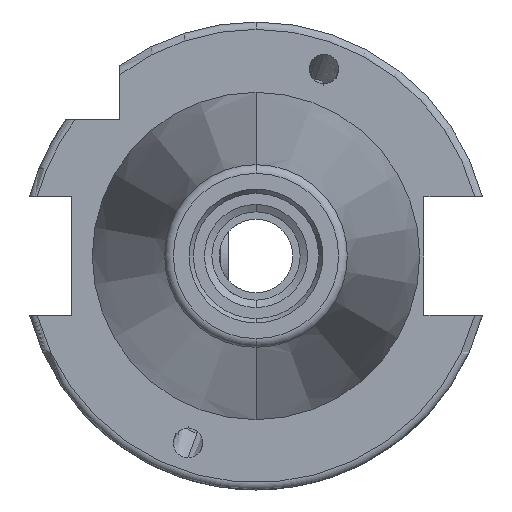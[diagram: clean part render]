
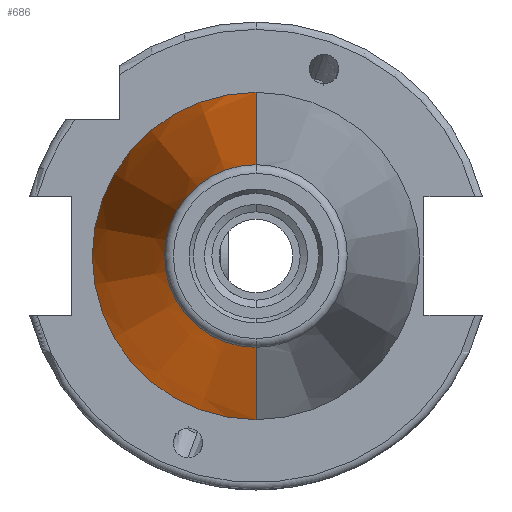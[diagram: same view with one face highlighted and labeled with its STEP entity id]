
A CAD part, left-side view. The second image highlights one B-rep face of the part: STEP entity #686.
In plain terms, the highlighted conical face has half-angle 8.297 degrees and reference radius 22.225 mm.
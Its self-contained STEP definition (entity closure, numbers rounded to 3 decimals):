
#588 = VERTEX_POINT ( 'NONE', #3067 ) ;
#606 = ORIENTED_EDGE ( 'NONE', *, *, #5987, .F. ) ;
#641 = VERTEX_POINT ( 'NONE', #3172 ) ;
#651 = EDGE_LOOP ( 'NONE', ( #606, #4007, #6361, #6362 ) ) ;
#686 = ADVANCED_FACE ( 'NONE', ( #3262 ), #3258, .T. ) ;
#687 = VERTEX_POINT ( 'NONE', #3256 ) ;
#690 = EDGE_CURVE ( 'NONE', #687, #641, #3248, .T. ) ;
#3067 = CARTESIAN_POINT ( 'NONE',  ( -57.473, 0., 12.4 ) ) ;
#3172 = CARTESIAN_POINT ( 'NONE',  ( 9.9, 0., -22.225 ) ) ;
#3244 = DIRECTION ( 'NONE',  ( 0., 0., 1. ) ) ;
#3245 = DIRECTION ( 'NONE',  ( -1., 0., 0. ) ) ;
#3246 = CARTESIAN_POINT ( 'NONE',  ( 9.9, 0., 0. ) ) ;
#3247 = AXIS2_PLACEMENT_3D ( 'NONE', #3246, #3245, #3244 ) ;
#3248 = CIRCLE ( 'NONE', #3247, 22.225 ) ;
#3253 = DIRECTION ( 'NONE',  ( 0., 0., -1. ) ) ;
#3254 = DIRECTION ( 'NONE',  ( 1., 0., 0. ) ) ;
#3255 = AXIS2_PLACEMENT_3D ( 'NONE', #3257, #3254, #3253 ) ;
#3256 = CARTESIAN_POINT ( 'NONE',  ( 9.9, 0., 22.225 ) ) ;
#3257 = CARTESIAN_POINT ( 'NONE',  ( 9.9, 0., 0. ) ) ;
#3258 = CONICAL_SURFACE ( 'NONE', #3255, 22.225, 0.145 ) ;
#3262 = FACE_OUTER_BOUND ( 'NONE', #651, .T. ) ;
#4007 = ORIENTED_EDGE ( 'NONE', *, *, #5404, .T. ) ;
#5165 = DIRECTION ( 'NONE',  ( 0., 0., 1. ) ) ;
#5166 = DIRECTION ( 'NONE',  ( -1., 0., 0. ) ) ;
#5167 = CARTESIAN_POINT ( 'NONE',  ( -57.473, 0., 0. ) ) ;
#5168 = AXIS2_PLACEMENT_3D ( 'NONE', #5167, #5166, #5165 ) ;
#5169 = CIRCLE ( 'NONE', #5168, 12.4 ) ;
#5171 = CARTESIAN_POINT ( 'NONE',  ( -57.473, 0., -12.4 ) ) ;
#5172 = DIRECTION ( 'NONE',  ( 0.99, 0., 0.144 ) ) ;
#5173 = VECTOR ( 'NONE', #5172, 1000. ) ;
#5174 = CARTESIAN_POINT ( 'NONE',  ( 9.9, 0., 22.225 ) ) ;
#5175 = LINE ( 'NONE', #5174, #5173 ) ;
#5198 = DIRECTION ( 'NONE',  ( 0.99, 0., -0.144 ) ) ;
#5199 = VECTOR ( 'NONE', #5198, 1000. ) ;
#5200 = CARTESIAN_POINT ( 'NONE',  ( 9.9, 0., -22.225 ) ) ;
#5201 = LINE ( 'NONE', #5200, #5199 ) ;
#5404 = EDGE_CURVE ( 'NONE', #588, #687, #5175, .T. ) ;
#5985 = VERTEX_POINT ( 'NONE', #5171 ) ;
#5987 = EDGE_CURVE ( 'NONE', #588, #5985, #5169, .T. ) ;
#6281 = EDGE_CURVE ( 'NONE', #5985, #641, #5201, .T. ) ;
#6361 = ORIENTED_EDGE ( 'NONE', *, *, #690, .T. ) ;
#6362 = ORIENTED_EDGE ( 'NONE', *, *, #6281, .F. ) ;
